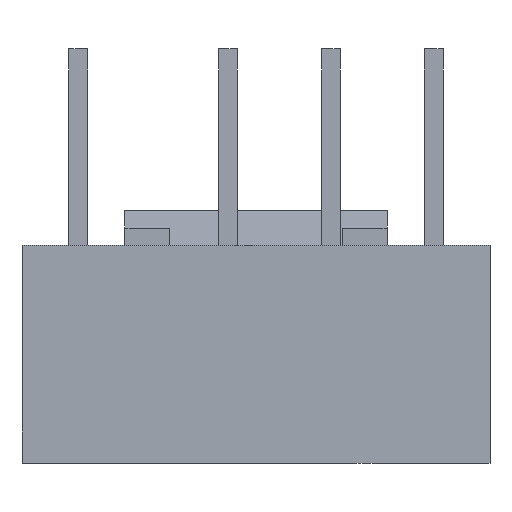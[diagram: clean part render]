
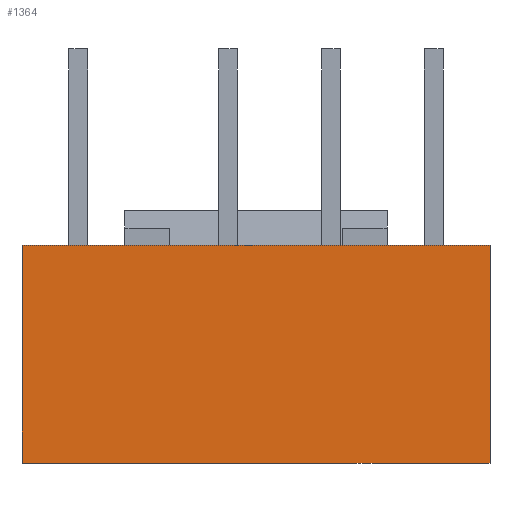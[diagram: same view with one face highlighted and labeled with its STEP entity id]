
A CAD part, front view. The second image highlights one B-rep face of the part: STEP entity #1364.
In plain terms, the highlighted planar face has unit normal (0, -1, 0).
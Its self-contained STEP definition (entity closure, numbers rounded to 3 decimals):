
#72=DIRECTION('',(0.,0.,1.));
#73=VECTOR('',#72,4.65);
#74=CARTESIAN_POINT('',(-5.,-3.,-4.65));
#75=LINE('',#74,#73);
#88=DIRECTION('',(1.,0.,0.));
#89=VECTOR('',#88,10.);
#90=CARTESIAN_POINT('',(-5.,-3.,0.));
#91=LINE('',#90,#89);
#192=DIRECTION('',(-1.,0.,0.));
#193=VECTOR('',#192,10.);
#194=CARTESIAN_POINT('',(5.,-3.,-4.65));
#195=LINE('',#194,#193);
#268=DIRECTION('',(0.,0.,1.));
#269=VECTOR('',#268,4.65);
#270=CARTESIAN_POINT('',(5.,-3.,-4.65));
#271=LINE('',#270,#269);
#1022=CARTESIAN_POINT('',(-5.,-3.,-4.65));
#1023=CARTESIAN_POINT('',(-5.,-3.,0.));
#1024=VERTEX_POINT('',#1022);
#1025=VERTEX_POINT('',#1023);
#1028=CARTESIAN_POINT('',(5.,-3.,-4.65));
#1029=CARTESIAN_POINT('',(5.,-3.,0.));
#1030=VERTEX_POINT('',#1028);
#1031=VERTEX_POINT('',#1029);
#1350=CARTESIAN_POINT('',(-5.,-3.,0.));
#1351=DIRECTION('',(0.,-1.,0.));
#1352=DIRECTION('',(0.,0.,-1.));
#1353=AXIS2_PLACEMENT_3D('',#1350,#1351,#1352);
#1354=PLANE('',#1353);
#1355=ORIENTED_EDGE('',*,*,#1339,.T.);
#1357=ORIENTED_EDGE('',*,*,#1356,.T.);
#1359=ORIENTED_EDGE('',*,*,#1358,.F.);
#1361=ORIENTED_EDGE('',*,*,#1360,.T.);
#1362=EDGE_LOOP('',(#1355,#1357,#1359,#1361));
#1363=FACE_OUTER_BOUND('',#1362,.F.);
#1364=ADVANCED_FACE('',(#1363),#1354,.T.);
#1339=EDGE_CURVE('',#1024,#1025,#75,.T.);
#1356=EDGE_CURVE('',#1025,#1031,#91,.T.);
#1358=EDGE_CURVE('',#1030,#1031,#271,.T.);
#1360=EDGE_CURVE('',#1030,#1024,#195,.T.);
